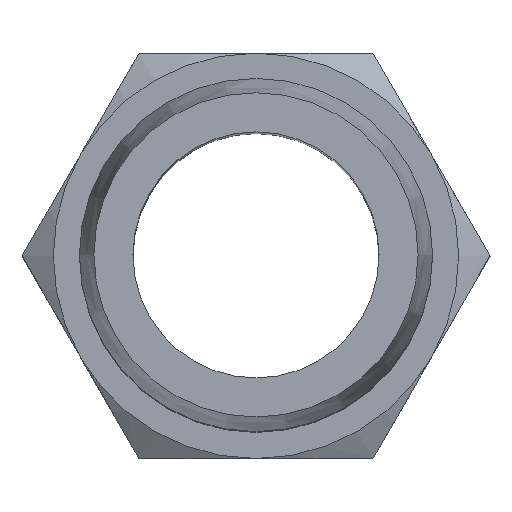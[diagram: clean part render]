
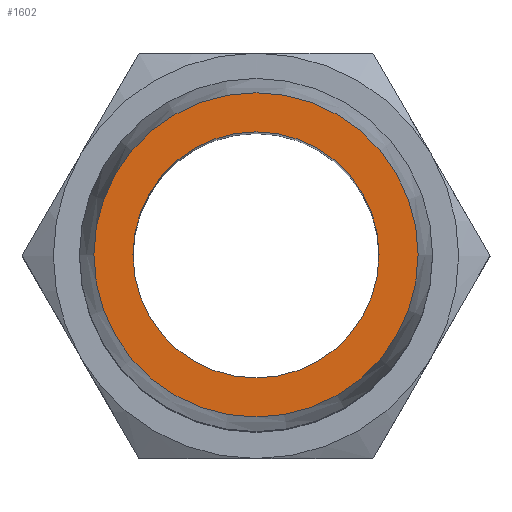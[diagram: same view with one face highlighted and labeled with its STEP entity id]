
A CAD part, top view. The second image highlights one B-rep face of the part: STEP entity #1602.
In plain terms, the highlighted planar face has unit normal (0, 0, 1).
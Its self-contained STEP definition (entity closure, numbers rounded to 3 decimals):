
#943=ORIENTED_EDGE('',*,*,#1120,.T.);
#944=ORIENTED_EDGE('',*,*,#1121,.F.);
#992=CIRCLE('',#1544,5.6);
#993=CIRCLE('',#1546,4.25);
#1047=VERTEX_POINT('',#1758);
#1048=VERTEX_POINT('',#1761);
#1120=EDGE_CURVE('',#1047,#1047,#992,.T.);
#1121=EDGE_CURVE('',#1048,#1048,#993,.T.);
#1170=EDGE_LOOP('',(#943));
#1171=EDGE_LOOP('',(#944));
#1226=FACE_BOUND('',#1170,.T.);
#1227=FACE_BOUND('',#1171,.T.);
#1428=DIRECTION('',(0.,0.,1.));
#1429=DIRECTION('',(5.6,0.,0.));
#1430=DIRECTION('',(0.,0.,1.));
#1431=DIRECTION('',(0.,-1.,0.));
#1432=DIRECTION('',(0.,0.,1.));
#1433=DIRECTION('',(4.25,0.,0.));
#1544=AXIS2_PLACEMENT_3D('',#1759,#1428,#1429);
#1545=AXIS2_PLACEMENT_3D('',#1760,#1430,#1431);
#1546=AXIS2_PLACEMENT_3D('',#1762,#1432,#1433);
#1569=PLANE('',#1545);
#1602=ADVANCED_FACE('',(#1226,#1227),#1569,.T.);
#1758=CARTESIAN_POINT('',(22.724,0.,42.634));
#1759=CARTESIAN_POINT('',(17.124,0.,42.634));
#1760=CARTESIAN_POINT('',(22.724,0.,42.634));
#1761=CARTESIAN_POINT('',(21.374,0.,42.634));
#1762=CARTESIAN_POINT('',(17.124,0.,42.634));
